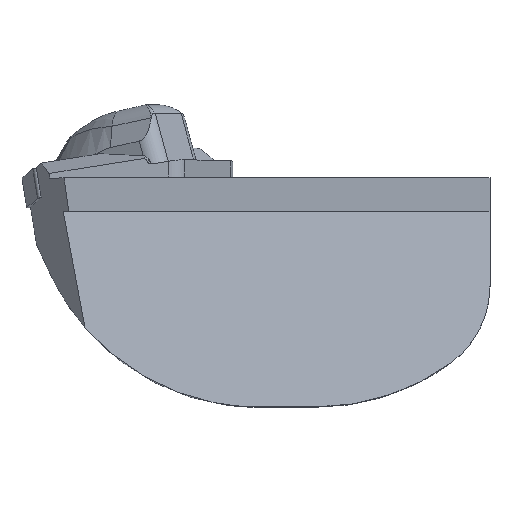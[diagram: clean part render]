
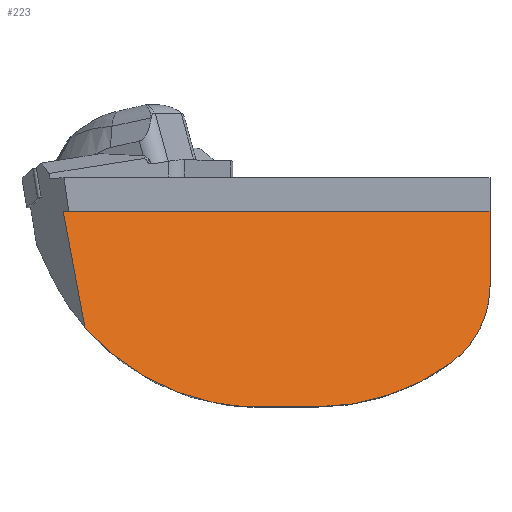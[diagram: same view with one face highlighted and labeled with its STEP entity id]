
A CAD part, top view. The second image highlights one B-rep face of the part: STEP entity #223.
In plain terms, the highlighted planar face has unit normal (0, 0.259, 0.966).
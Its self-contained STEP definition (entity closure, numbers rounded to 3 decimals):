
#223=ADVANCED_FACE('',(#339),#291,.F.);
#291=PLANE('',#1564);
#339=FACE_OUTER_BOUND('',#406,.T.);
#406=EDGE_LOOP('',(#626,#627,#628,#629,#630,#631,#632));
#475=ELLIPSE('',#1559,49.693,48.);
#476=ELLIPSE('',#1562,49.693,48.);
#477=ELLIPSE('',#1563,20.706,20.);
#626=ORIENTED_EDGE('',*,*,#1126,.F.);
#627=ORIENTED_EDGE('',*,*,#1037,.T.);
#628=ORIENTED_EDGE('',*,*,#1127,.T.);
#629=ORIENTED_EDGE('',*,*,#1125,.T.);
#630=ORIENTED_EDGE('',*,*,#1122,.T.);
#631=ORIENTED_EDGE('',*,*,#1128,.T.);
#632=ORIENTED_EDGE('',*,*,#1129,.T.);
#901=VERTEX_POINT('',#2015);
#902=VERTEX_POINT('',#2017);
#963=VERTEX_POINT('',#2230);
#964=VERTEX_POINT('',#2232);
#965=VERTEX_POINT('',#2236);
#966=VERTEX_POINT('',#2240);
#967=VERTEX_POINT('',#2243);
#1037=EDGE_CURVE('',#902,#901,#1238,.T.);
#1122=EDGE_CURVE('',#964,#963,#475,.T.);
#1125=EDGE_CURVE('',#965,#964,#1297,.T.);
#1126=EDGE_CURVE('',#902,#966,#1298,.T.);
#1127=EDGE_CURVE('',#901,#965,#476,.T.);
#1128=EDGE_CURVE('',#963,#967,#477,.T.);
#1129=EDGE_CURVE('',#967,#966,#1299,.T.);
#1238=LINE('',#2016,#1351);
#1297=LINE('',#2237,#1410);
#1298=LINE('',#2239,#1411);
#1299=LINE('',#2244,#1412);
#1351=VECTOR('',#1655,1.);
#1410=VECTOR('',#1798,1.);
#1411=VECTOR('',#1801,1.);
#1412=VECTOR('',#1806,1.);
#1559=AXIS2_PLACEMENT_3D('',#2231,#1792,#1793);
#1562=AXIS2_PLACEMENT_3D('',#2241,#1802,#1803);
#1563=AXIS2_PLACEMENT_3D('',#2242,#1804,#1805);
#1564=AXIS2_PLACEMENT_3D('',#2245,#1807,#1808);
#1655=DIRECTION('',(0.178,-0.951,0.255));
#1792=DIRECTION('',(0.,0.259,0.966));
#1793=DIRECTION('',(0.,-0.966,0.259));
#1798=DIRECTION('',(1.,0.,0.));
#1801=DIRECTION('',(1.,0.,0.));
#1802=DIRECTION('',(0.,0.259,0.966));
#1803=DIRECTION('',(0.,-0.966,0.259));
#1804=DIRECTION('',(0.,0.259,0.966));
#1805=DIRECTION('',(0.,-0.966,0.259));
#1806=DIRECTION('',(0.,0.966,-0.259));
#1807=DIRECTION('',(0.,-0.259,-0.966));
#1808=DIRECTION('',(0.,-0.966,0.259));
#2015=CARTESIAN_POINT('',(-48.374,-31.32,6.516));
#2016=CARTESIAN_POINT('',(-46.985,-38.739,8.505));
#2017=CARTESIAN_POINT('',(-52.927,-7.,0.));
#2230=CARTESIAN_POINT('',(28.286,-38.78,8.516));
#2231=CARTESIAN_POINT('',(0.,0.,-1.876));
#2232=CARTESIAN_POINT('',(0.,-48.,10.986));
#2236=CARTESIAN_POINT('',(-12.,-48.,10.986));
#2237=CARTESIAN_POINT('',(-100.,-48.,10.986));
#2239=CARTESIAN_POINT('',(-100.,-7.,0.));
#2240=CARTESIAN_POINT('',(36.5,-7.,0.));
#2241=CARTESIAN_POINT('',(-12.,0.,-1.876));
#2242=CARTESIAN_POINT('',(16.5,-22.622,4.186));
#2243=CARTESIAN_POINT('',(36.5,-22.622,4.186));
#2244=CARTESIAN_POINT('',(36.5,-48.,10.986));
#2245=CARTESIAN_POINT('',(-100.,-48.,10.986));
